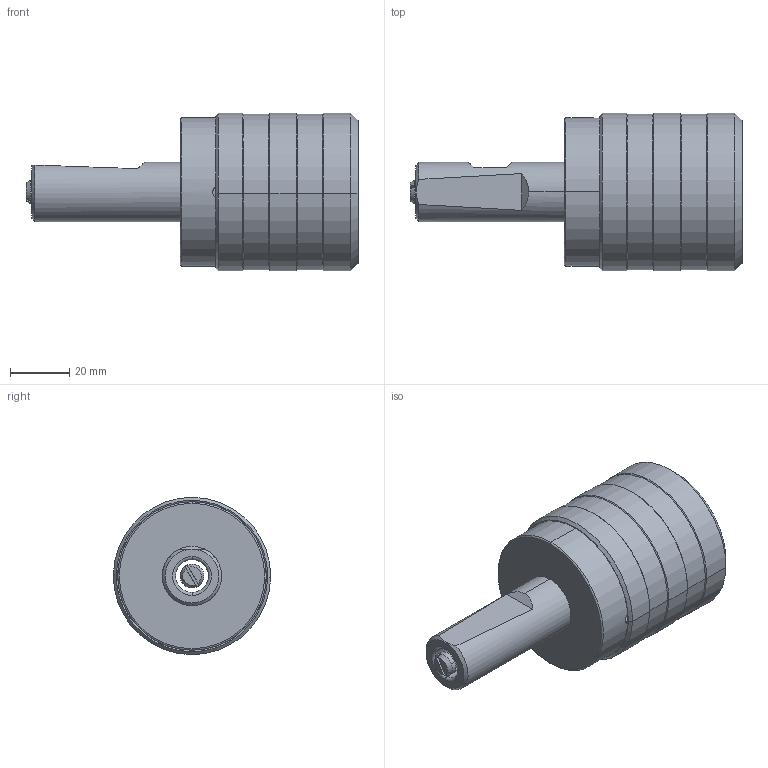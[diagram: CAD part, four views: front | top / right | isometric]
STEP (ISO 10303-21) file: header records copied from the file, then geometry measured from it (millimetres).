
FILE_DESCRIPTION (( 'STEP AP203' ), '1' );
FILE_NAME ('148-S2113-20-02.STEP', '2019-04-16T07:11:53', ( 'Acer' ), ( '' ), 'SwSTEP 2.0', 'SolidWorks 2018', '' );
FILE_SCHEMA (( 'CONFIG_CONTROL_DESIGN' ));
Length unit declared in the file: millimetre
Products named in the file (1): 148-S2113-20-02
Bounding box: 111.85 x 52.99 x 52.99 mm (x, y, z)
Surface area: 32059.4 mm2 (no closed solid volume)
Topology: 0 solids, 9 shells, 103 faces, 302 edges, 203 vertices
Faces by surface type: cylinder 37, cone 25, plane 23, torus 16, sphere 2
Entity records: 4079 total; most frequent: CARTESIAN_POINT 1321, DIRECTION 593, ORIENTED_EDGE 503, EDGE_CURVE 297, AXIS2_PLACEMENT_3D 248, VERTEX_POINT 200, CIRCLE 144, EDGE_LOOP 117
